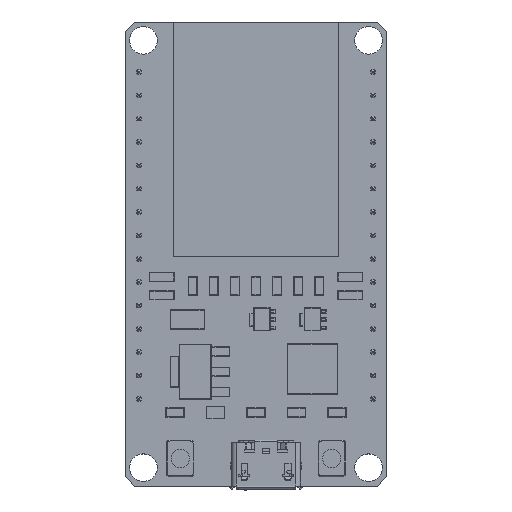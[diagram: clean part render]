
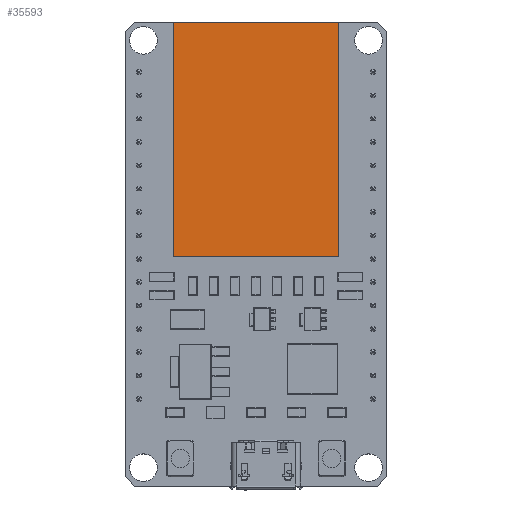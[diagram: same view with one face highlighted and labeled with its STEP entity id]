
A CAD part, top view. The second image highlights one B-rep face of the part: STEP entity #35593.
In plain terms, the highlighted face is planar.
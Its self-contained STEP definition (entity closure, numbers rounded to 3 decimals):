
#1329=PLANE('',#37881);
#2687=FACE_OUTER_BOUND('',#4736,.T.);
#4736=EDGE_LOOP('',(#26255,#26256,#26257,#26258));
#8281=LINE('',#54390,#12237);
#8324=LINE('',#54523,#12280);
#8325=LINE('',#54526,#12281);
#8327=LINE('',#54529,#12283);
#12237=VECTOR('',#43116,18.);
#12280=VECTOR('',#43261,25.5);
#12281=VECTOR('',#43264,25.5);
#12283=VECTOR('',#43268,18.);
#16104=VERTEX_POINT('',#54387);
#16105=VERTEX_POINT('',#54389);
#16144=VERTEX_POINT('',#54521);
#16145=VERTEX_POINT('',#54525);
#19805=EDGE_CURVE('',#16105,#16104,#8281,.T.);
#19870=EDGE_CURVE('',#16104,#16144,#8324,.T.);
#19871=EDGE_CURVE('',#16145,#16105,#8325,.T.);
#19873=EDGE_CURVE('',#16144,#16145,#8327,.T.);
#26255=ORIENTED_EDGE('',*,*,#19870,.T.);
#26256=ORIENTED_EDGE('',*,*,#19873,.T.);
#26257=ORIENTED_EDGE('',*,*,#19871,.T.);
#26258=ORIENTED_EDGE('',*,*,#19805,.T.);
#35593=ADVANCED_FACE('',(#2687),#1329,.T.);
#37881=AXIS2_PLACEMENT_3D('',#54530,#43269,#43270);
#43116=DIRECTION('',(-1.,0.,0.));
#43261=DIRECTION('',(0.,0.,1.));
#43264=DIRECTION('',(0.,0.,-1.));
#43268=DIRECTION('',(1.,0.,0.));
#43269=DIRECTION('center_axis',(0.,1.,0.));
#43270=DIRECTION('ref_axis',(0.,0.,1.));
#54387=CARTESIAN_POINT('',(-9.,1.4,-25.25));
#54389=CARTESIAN_POINT('',(9.,1.4,-25.25));
#54390=CARTESIAN_POINT('',(9.,1.4,-25.25));
#54521=CARTESIAN_POINT('',(-9.,1.4,0.25));
#54523=CARTESIAN_POINT('',(-9.,1.4,-25.25));
#54525=CARTESIAN_POINT('',(9.,1.4,0.25));
#54526=CARTESIAN_POINT('',(9.,1.4,0.25));
#54529=CARTESIAN_POINT('',(-9.,1.4,0.25));
#54530=CARTESIAN_POINT('Origin',(0.,1.4,0.));
